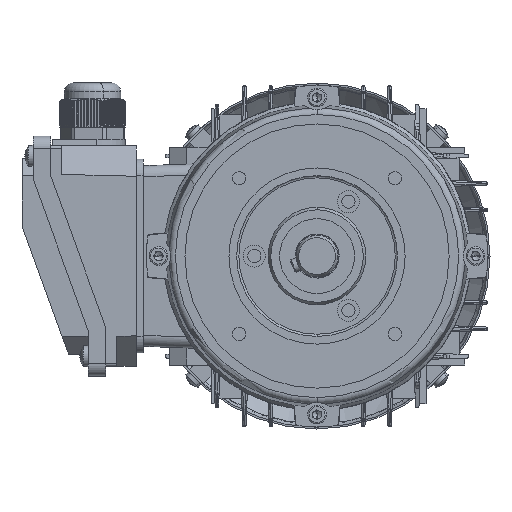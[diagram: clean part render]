
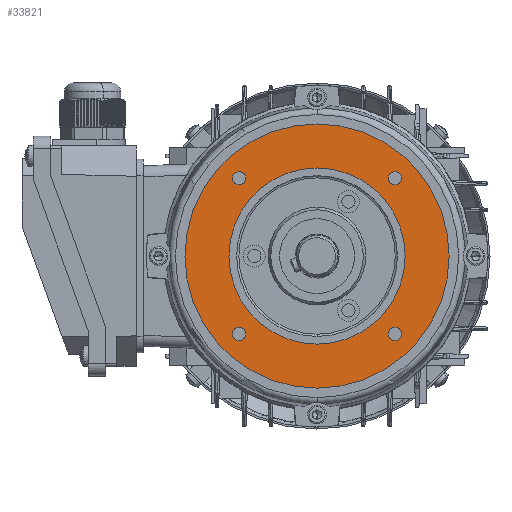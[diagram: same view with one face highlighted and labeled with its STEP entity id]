
A CAD part, left-side view. The second image highlights one B-rep face of the part: STEP entity #33821.
In plain terms, the highlighted planar face has unit normal (-1, 0, 0).
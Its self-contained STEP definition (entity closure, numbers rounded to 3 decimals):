
#9089 = VERTEX_POINT ( 'NONE', #16652 ) ;
#16652 = CARTESIAN_POINT ( 'NONE',  ( 3., 0., -60. ) ) ;
#31072 = EDGE_CURVE ( 'NONE', #31073, #31075, #71204, .T. ) ;
#31073 = VERTEX_POINT ( 'NONE', #71199 ) ;
#31075 = VERTEX_POINT ( 'NONE', #71198 ) ;
#31097 = EDGE_CURVE ( 'NONE', #31100, #31102, #71234, .T. ) ;
#31100 = VERTEX_POINT ( 'NONE', #71229 ) ;
#31102 = VERTEX_POINT ( 'NONE', #71228 ) ;
#31111 = EDGE_CURVE ( 'NONE', #31113, #9089, #71216, .T. ) ;
#31113 = VERTEX_POINT ( 'NONE', #71212 ) ;
#31123 = EDGE_CURVE ( 'NONE', #31124, #31125, #71264, .T. ) ;
#31124 = VERTEX_POINT ( 'NONE', #71259 ) ;
#31125 = VERTEX_POINT ( 'NONE', #71258 ) ;
#31169 = EDGE_CURVE ( 'NONE', #31171, #31173, #71323, .T. ) ;
#31171 = VERTEX_POINT ( 'NONE', #71313 ) ;
#31173 = VERTEX_POINT ( 'NONE', #71312 ) ;
#31332 = EDGE_CURVE ( 'NONE', #31333, #31335, #71492, .T. ) ;
#31333 = VERTEX_POINT ( 'NONE', #71550 ) ;
#31335 = VERTEX_POINT ( 'NONE', #71549 ) ;
#33815 = EDGE_CURVE ( 'NONE', #31335, #31333, #75334, .T. ) ;
#33821 = ADVANCED_FACE ( 'NONE', ( #75400, #75399, #75398, #75397, #75396, #75395 ), #75394, .F. ) ;
#33823 = EDGE_LOOP ( 'NONE', ( #33825, #33890 ) ) ;
#33825 = ORIENTED_EDGE ( 'NONE', *, *, #33826, .T. ) ;
#33826 = EDGE_CURVE ( 'NONE', #31125, #31124, #75388, .T. ) ;
#33872 = ORIENTED_EDGE ( 'NONE', *, *, #31332, .F. ) ;
#33873 = ORIENTED_EDGE ( 'NONE', *, *, #33815, .F. ) ;
#33874 = EDGE_LOOP ( 'NONE', ( #33875, #33876 ) ) ;
#33875 = ORIENTED_EDGE ( 'NONE', *, *, #31111, .T. ) ;
#33876 = ORIENTED_EDGE ( 'NONE', *, *, #33877, .T. ) ;
#33877 = EDGE_CURVE ( 'NONE', #9089, #31113, #75413, .T. ) ;
#33890 = ORIENTED_EDGE ( 'NONE', *, *, #31123, .T. ) ;
#33892 = EDGE_LOOP ( 'NONE', ( #33893, #33895 ) ) ;
#33893 = ORIENTED_EDGE ( 'NONE', *, *, #33894, .T. ) ;
#33894 = EDGE_CURVE ( 'NONE', #31102, #31100, #75462, .T. ) ;
#33895 = ORIENTED_EDGE ( 'NONE', *, *, #31097, .T. ) ;
#33896 = EDGE_LOOP ( 'NONE', ( #33897, #33899 ) ) ;
#33897 = ORIENTED_EDGE ( 'NONE', *, *, #33898, .T. ) ;
#33898 = EDGE_CURVE ( 'NONE', #31075, #31073, #75455, .T. ) ;
#33899 = ORIENTED_EDGE ( 'NONE', *, *, #31072, .T. ) ;
#33902 = EDGE_LOOP ( 'NONE', ( #33904, #33907 ) ) ;
#33904 = ORIENTED_EDGE ( 'NONE', *, *, #33905, .T. ) ;
#33905 = EDGE_CURVE ( 'NONE', #31173, #31171, #75450, .T. ) ;
#33907 = ORIENTED_EDGE ( 'NONE', *, *, #31169, .T. ) ;
#33909 = EDGE_LOOP ( 'NONE', ( #33872, #33873 ) ) ;
#65526 = DIRECTION ( 'NONE',  ( 0., 0., 1. ) ) ;
#71198 = CARTESIAN_POINT ( 'NONE',  ( 3., -35.355, -38.355 ) ) ;
#71199 = CARTESIAN_POINT ( 'NONE',  ( 3., -35.355, -32.355 ) ) ;
#71200 = DIRECTION ( 'NONE',  ( 0., 0., -1. ) ) ;
#71201 = DIRECTION ( 'NONE',  ( 1., 0., 0. ) ) ;
#71202 = CARTESIAN_POINT ( 'NONE',  ( 3., -35.355, -35.355 ) ) ;
#71203 = AXIS2_PLACEMENT_3D ( 'NONE', #71202, #71201, #71200 ) ;
#71204 = CIRCLE ( 'NONE', #71203, 3. ) ;
#71212 = CARTESIAN_POINT ( 'NONE',  ( 3., 0., 60. ) ) ;
#71213 = DIRECTION ( 'NONE',  ( 0., 0., 1. ) ) ;
#71214 = DIRECTION ( 'NONE',  ( -1., 0., 0. ) ) ;
#71215 = AXIS2_PLACEMENT_3D ( 'NONE', #71222, #71214, #71213 ) ;
#71216 = CIRCLE ( 'NONE', #71215, 60. ) ;
#71222 = CARTESIAN_POINT ( 'NONE',  ( 3., 0., 0. ) ) ;
#71228 = CARTESIAN_POINT ( 'NONE',  ( 3., -35.355, 32.355 ) ) ;
#71229 = CARTESIAN_POINT ( 'NONE',  ( 3., -35.355, 38.355 ) ) ;
#71230 = DIRECTION ( 'NONE',  ( 0., 0., -1. ) ) ;
#71231 = DIRECTION ( 'NONE',  ( 1., 0., 0. ) ) ;
#71232 = CARTESIAN_POINT ( 'NONE',  ( 3., -35.355, 35.355 ) ) ;
#71233 = AXIS2_PLACEMENT_3D ( 'NONE', #71232, #71231, #71230 ) ;
#71234 = CIRCLE ( 'NONE', #71233, 3. ) ;
#71258 = CARTESIAN_POINT ( 'NONE',  ( 3., 35.355, 32.355 ) ) ;
#71259 = CARTESIAN_POINT ( 'NONE',  ( 3., 35.355, 38.355 ) ) ;
#71260 = DIRECTION ( 'NONE',  ( 0., 0., -1. ) ) ;
#71261 = DIRECTION ( 'NONE',  ( 1., 0., 0. ) ) ;
#71262 = CARTESIAN_POINT ( 'NONE',  ( 3., 35.355, 35.355 ) ) ;
#71263 = AXIS2_PLACEMENT_3D ( 'NONE', #71262, #71261, #71260 ) ;
#71264 = CIRCLE ( 'NONE', #71263, 3. ) ;
#71312 = CARTESIAN_POINT ( 'NONE',  ( 3., 35.355, -38.355 ) ) ;
#71313 = CARTESIAN_POINT ( 'NONE',  ( 3., 35.355, -32.355 ) ) ;
#71314 = DIRECTION ( 'NONE',  ( 0., 0., -1. ) ) ;
#71315 = DIRECTION ( 'NONE',  ( 1., 0., 0. ) ) ;
#71316 = CARTESIAN_POINT ( 'NONE',  ( 3., 35.355, -35.355 ) ) ;
#71317 = AXIS2_PLACEMENT_3D ( 'NONE', #71316, #71315, #71314 ) ;
#71323 = CIRCLE ( 'NONE', #71317, 3. ) ;
#71490 = CARTESIAN_POINT ( 'NONE',  ( 3., 0., 0. ) ) ;
#71491 = AXIS2_PLACEMENT_3D ( 'NONE', #71490, #71552, #71551 ) ;
#71492 = CIRCLE ( 'NONE', #71491, 40. ) ;
#71549 = CARTESIAN_POINT ( 'NONE',  ( 3., 0., -40. ) ) ;
#71550 = CARTESIAN_POINT ( 'NONE',  ( 3., 0., 40. ) ) ;
#71551 = DIRECTION ( 'NONE',  ( 0., 0., 1. ) ) ;
#71552 = DIRECTION ( 'NONE',  ( -1., 0., 0. ) ) ;
#74816 = CARTESIAN_POINT ( 'NONE',  ( 3., 0., 0. ) ) ;
#74822 = AXIS2_PLACEMENT_3D ( 'NONE', #74816, #75080, #65526 ) ;
#75080 = DIRECTION ( 'NONE',  ( -1., 0., 0. ) ) ;
#75334 = CIRCLE ( 'NONE', #74822, 40. ) ;
#75385 = DIRECTION ( 'NONE',  ( 0., 0., -1. ) ) ;
#75386 = DIRECTION ( 'NONE',  ( 1., 0., 0. ) ) ;
#75387 = AXIS2_PLACEMENT_3D ( 'NONE', #75393, #75386, #75385 ) ;
#75388 = CIRCLE ( 'NONE', #75387, 3. ) ;
#75389 = DIRECTION ( 'NONE',  ( 0., 0., -1. ) ) ;
#75390 = DIRECTION ( 'NONE',  ( 1., 0., 0. ) ) ;
#75391 = CARTESIAN_POINT ( 'NONE',  ( 3., 40., 0. ) ) ;
#75392 = AXIS2_PLACEMENT_3D ( 'NONE', #75391, #75390, #75389 ) ;
#75393 = CARTESIAN_POINT ( 'NONE',  ( 3., 35.355, 35.355 ) ) ;
#75394 = PLANE ( 'NONE',  #75392 ) ;
#75395 = FACE_OUTER_BOUND ( 'NONE', #33874, .T. ) ;
#75396 = FACE_BOUND ( 'NONE', #33909, .T. ) ;
#75397 = FACE_BOUND ( 'NONE', #33902, .T. ) ;
#75398 = FACE_BOUND ( 'NONE', #33896, .T. ) ;
#75399 = FACE_BOUND ( 'NONE', #33892, .T. ) ;
#75400 = FACE_BOUND ( 'NONE', #33823, .T. ) ;
#75405 = DIRECTION ( 'NONE',  ( 0., 0., 1. ) ) ;
#75406 = DIRECTION ( 'NONE',  ( -1., 0., 0. ) ) ;
#75407 = CARTESIAN_POINT ( 'NONE',  ( 3., 0., 0. ) ) ;
#75408 = AXIS2_PLACEMENT_3D ( 'NONE', #75407, #75406, #75405 ) ;
#75413 = CIRCLE ( 'NONE', #75408, 60. ) ;
#75446 = DIRECTION ( 'NONE',  ( 0., 0., -1. ) ) ;
#75447 = DIRECTION ( 'NONE',  ( 1., 0., 0. ) ) ;
#75448 = CARTESIAN_POINT ( 'NONE',  ( 3., 35.355, -35.355 ) ) ;
#75449 = AXIS2_PLACEMENT_3D ( 'NONE', #75448, #75447, #75446 ) ;
#75450 = CIRCLE ( 'NONE', #75449, 3. ) ;
#75451 = DIRECTION ( 'NONE',  ( 0., 0., -1. ) ) ;
#75452 = DIRECTION ( 'NONE',  ( 1., 0., 0. ) ) ;
#75453 = CARTESIAN_POINT ( 'NONE',  ( 3., -35.355, -35.355 ) ) ;
#75454 = AXIS2_PLACEMENT_3D ( 'NONE', #75453, #75452, #75451 ) ;
#75455 = CIRCLE ( 'NONE', #75454, 3. ) ;
#75456 = DIRECTION ( 'NONE',  ( 0., 0., -1. ) ) ;
#75457 = DIRECTION ( 'NONE',  ( 1., 0., 0. ) ) ;
#75458 = CARTESIAN_POINT ( 'NONE',  ( 3., -35.355, 35.355 ) ) ;
#75459 = AXIS2_PLACEMENT_3D ( 'NONE', #75458, #75457, #75456 ) ;
#75462 = CIRCLE ( 'NONE', #75459, 3. ) ;
